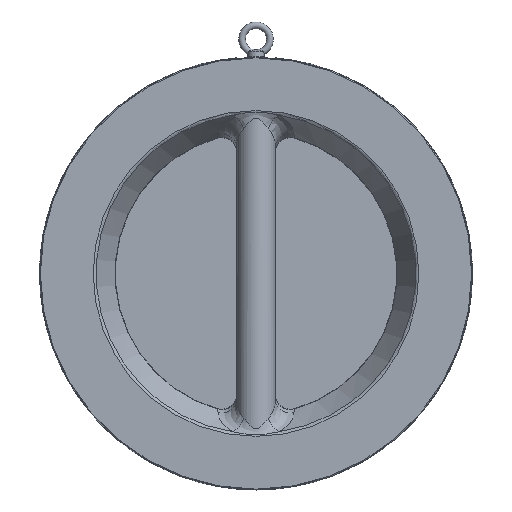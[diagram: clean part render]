
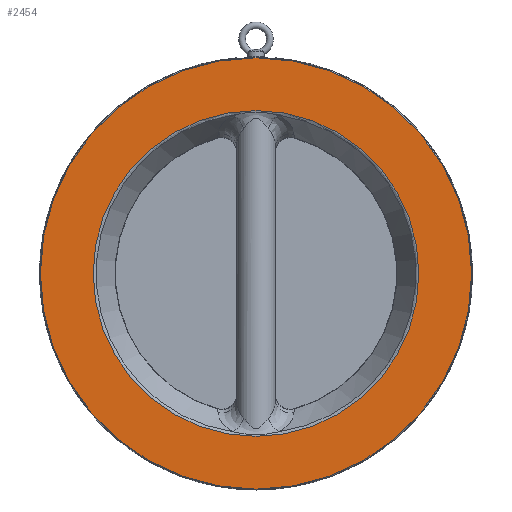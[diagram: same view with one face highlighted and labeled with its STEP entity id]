
A CAD part, front view. The second image highlights one B-rep face of the part: STEP entity #2454.
In plain terms, the highlighted planar face has unit normal (0, -1, 0).
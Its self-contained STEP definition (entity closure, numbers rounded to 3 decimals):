
#11 = DIRECTION ( 'NONE',  ( 0., -1., 0. ) ) ;
#26 = CARTESIAN_POINT ( 'NONE',  ( 0., 0., 256. ) ) ;
#160 = ORIENTED_EDGE ( 'NONE', *, *, #1728, .T. ) ;
#191 = EDGE_LOOP ( 'NONE', ( #160 ) ) ;
#197 = DIRECTION ( 'NONE',  ( 0., 1., 0. ) ) ;
#738 = CARTESIAN_POINT ( 'NONE',  ( 0., 0., 193.309 ) ) ;
#892 = AXIS2_PLACEMENT_3D ( 'NONE', #2942, #2025, #1810 ) ;
#1129 = AXIS2_PLACEMENT_3D ( 'NONE', #1251, #11, #3649 ) ;
#1154 = CIRCLE ( 'NONE', #892, 193.309 ) ;
#1215 = ORIENTED_EDGE ( 'NONE', *, *, #2443, .T. ) ;
#1251 = CARTESIAN_POINT ( 'NONE',  ( 0., 0., 0. ) ) ;
#1431 = DIRECTION ( 'NONE',  ( 0., 0., 1. ) ) ;
#1728 = EDGE_CURVE ( 'NONE', #2212, #2212, #3758, .T. ) ;
#1810 = DIRECTION ( 'NONE',  ( 0., 0., 1. ) ) ;
#2025 = DIRECTION ( 'NONE',  ( 0., 1., 0. ) ) ;
#2078 = FACE_BOUND ( 'NONE', #2414, .T. ) ;
#2212 = VERTEX_POINT ( 'NONE', #26 ) ;
#2414 = EDGE_LOOP ( 'NONE', ( #1215 ) ) ;
#2443 = EDGE_CURVE ( 'NONE', #3711, #3711, #1154, .T. ) ;
#2454 = ADVANCED_FACE ( 'NONE', ( #2975, #2078 ), #3326, .F. ) ;
#2684 = CARTESIAN_POINT ( 'NONE',  ( 193.309, 0., 0. ) ) ;
#2942 = CARTESIAN_POINT ( 'NONE',  ( 0., 0., 0. ) ) ;
#2975 = FACE_OUTER_BOUND ( 'NONE', #191, .T. ) ;
#3136 = AXIS2_PLACEMENT_3D ( 'NONE', #2684, #197, #1431 ) ;
#3326 = PLANE ( 'NONE',  #3136 ) ;
#3649 = DIRECTION ( 'NONE',  ( 0., 0., 1. ) ) ;
#3711 = VERTEX_POINT ( 'NONE', #738 ) ;
#3758 = CIRCLE ( 'NONE', #1129, 256. ) ;
